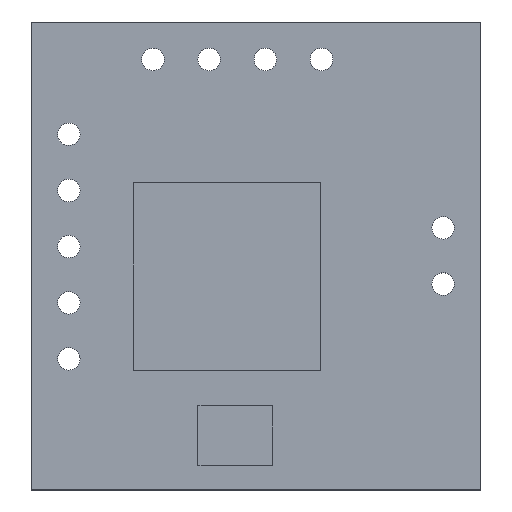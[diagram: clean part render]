
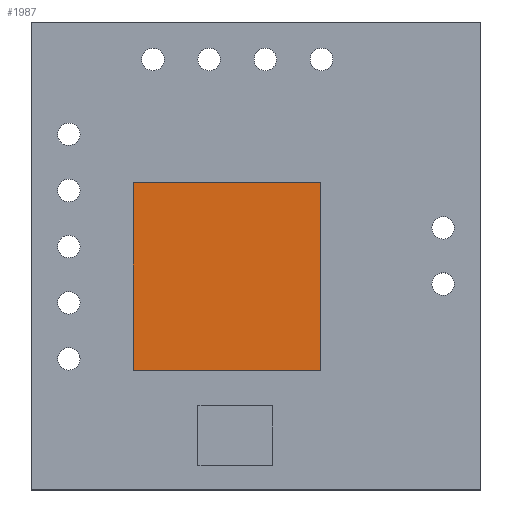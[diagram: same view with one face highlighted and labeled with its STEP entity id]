
A CAD part, top view. The second image highlights one B-rep face of the part: STEP entity #1987.
In plain terms, the highlighted planar face has unit normal (0, 0, 1).
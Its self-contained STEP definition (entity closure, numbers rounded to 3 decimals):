
#864 = PLANE('',#865);
#865 = AXIS2_PLACEMENT_3D('',#866,#867,#868);
#866 = CARTESIAN_POINT('',(1.72,1.95,0.6));
#867 = DIRECTION('',(1.,0.,0.));
#868 = DIRECTION('',(0.,-1.,0.));
#892 = PLANE('',#893);
#893 = AXIS2_PLACEMENT_3D('',#894,#895,#896);
#894 = CARTESIAN_POINT('',(-3.28,1.95,0.6));
#895 = DIRECTION('',(0.,1.,0.));
#896 = DIRECTION('',(1.,0.,0.));
#920 = PLANE('',#921);
#921 = AXIS2_PLACEMENT_3D('',#922,#923,#924);
#922 = CARTESIAN_POINT('',(-3.28,-3.05,0.6));
#923 = DIRECTION('',(-1.,0.,0.));
#924 = DIRECTION('',(0.,1.,0.));
#946 = PLANE('',#947);
#947 = AXIS2_PLACEMENT_3D('',#948,#949,#950);
#948 = CARTESIAN_POINT('',(1.72,-3.05,0.6));
#949 = DIRECTION('',(0.,-1.,0.));
#950 = DIRECTION('',(-1.,0.,0.));
#1590 = VERTEX_POINT('',#1591);
#1591 = CARTESIAN_POINT('',(1.72,1.95,1.5));
#1612 = EDGE_CURVE('',#1590,#1613,#1615,.T.);
#1613 = VERTEX_POINT('',#1614);
#1614 = CARTESIAN_POINT('',(1.72,-3.05,1.5));
#1615 = SURFACE_CURVE('',#1616,(#1620,#1627),.PCURVE_S1.);
#1616 = LINE('',#1617,#1618);
#1617 = CARTESIAN_POINT('',(1.72,1.95,1.5));
#1618 = VECTOR('',#1619,1.);
#1619 = DIRECTION('',(0.,-1.,0.));
#1620 = PCURVE('',#864,#1621);
#1621 = DEFINITIONAL_REPRESENTATION('',(#1622),#1626);
#1622 = LINE('',#1623,#1624);
#1623 = CARTESIAN_POINT('',(0.,-0.9));
#1624 = VECTOR('',#1625,1.);
#1625 = DIRECTION('',(1.,0.));
#1626 = ( GEOMETRIC_REPRESENTATION_CONTEXT(2) 
PARAMETRIC_REPRESENTATION_CONTEXT() REPRESENTATION_CONTEXT('2D SPACE',''
  ) );
#1627 = PCURVE('',#1628,#1633);
#1628 = PLANE('',#1629);
#1629 = AXIS2_PLACEMENT_3D('',#1630,#1631,#1632);
#1630 = CARTESIAN_POINT('',(-0.78,-0.55,1.5));
#1631 = DIRECTION('',(0.,0.,-1.));
#1632 = DIRECTION('',(-1.,0.,0.));
#1633 = DEFINITIONAL_REPRESENTATION('',(#1634),#1638);
#1634 = LINE('',#1635,#1636);
#1635 = CARTESIAN_POINT('',(-2.5,2.5));
#1636 = VECTOR('',#1637,1.);
#1637 = DIRECTION('',(0.,-1.));
#1638 = ( GEOMETRIC_REPRESENTATION_CONTEXT(2) 
PARAMETRIC_REPRESENTATION_CONTEXT() REPRESENTATION_CONTEXT('2D SPACE',''
  ) );
#1666 = VERTEX_POINT('',#1667);
#1667 = CARTESIAN_POINT('',(-3.28,1.95,1.5));
#1688 = EDGE_CURVE('',#1666,#1590,#1689,.T.);
#1689 = SURFACE_CURVE('',#1690,(#1694,#1701),.PCURVE_S1.);
#1690 = LINE('',#1691,#1692);
#1691 = CARTESIAN_POINT('',(-3.28,1.95,1.5));
#1692 = VECTOR('',#1693,1.);
#1693 = DIRECTION('',(1.,0.,0.));
#1694 = PCURVE('',#892,#1695);
#1695 = DEFINITIONAL_REPRESENTATION('',(#1696),#1700);
#1696 = LINE('',#1697,#1698);
#1697 = CARTESIAN_POINT('',(0.,-0.9));
#1698 = VECTOR('',#1699,1.);
#1699 = DIRECTION('',(1.,0.));
#1700 = ( GEOMETRIC_REPRESENTATION_CONTEXT(2) 
PARAMETRIC_REPRESENTATION_CONTEXT() REPRESENTATION_CONTEXT('2D SPACE',''
  ) );
#1701 = PCURVE('',#1628,#1702);
#1702 = DEFINITIONAL_REPRESENTATION('',(#1703),#1707);
#1703 = LINE('',#1704,#1705);
#1704 = CARTESIAN_POINT('',(2.5,2.5));
#1705 = VECTOR('',#1706,1.);
#1706 = DIRECTION('',(-1.,0.));
#1707 = ( GEOMETRIC_REPRESENTATION_CONTEXT(2) 
PARAMETRIC_REPRESENTATION_CONTEXT() REPRESENTATION_CONTEXT('2D SPACE',''
  ) );
#1715 = EDGE_CURVE('',#1613,#1716,#1718,.T.);
#1716 = VERTEX_POINT('',#1717);
#1717 = CARTESIAN_POINT('',(-3.28,-3.05,1.5));
#1718 = SURFACE_CURVE('',#1719,(#1723,#1730),.PCURVE_S1.);
#1719 = LINE('',#1720,#1721);
#1720 = CARTESIAN_POINT('',(1.72,-3.05,1.5));
#1721 = VECTOR('',#1722,1.);
#1722 = DIRECTION('',(-1.,0.,0.));
#1723 = PCURVE('',#946,#1724);
#1724 = DEFINITIONAL_REPRESENTATION('',(#1725),#1729);
#1725 = LINE('',#1726,#1727);
#1726 = CARTESIAN_POINT('',(0.,-0.9));
#1727 = VECTOR('',#1728,1.);
#1728 = DIRECTION('',(1.,0.));
#1729 = ( GEOMETRIC_REPRESENTATION_CONTEXT(2) 
PARAMETRIC_REPRESENTATION_CONTEXT() REPRESENTATION_CONTEXT('2D SPACE',''
  ) );
#1730 = PCURVE('',#1628,#1731);
#1731 = DEFINITIONAL_REPRESENTATION('',(#1732),#1736);
#1732 = LINE('',#1733,#1734);
#1733 = CARTESIAN_POINT('',(-2.5,-2.5));
#1734 = VECTOR('',#1735,1.);
#1735 = DIRECTION('',(1.,0.));
#1736 = ( GEOMETRIC_REPRESENTATION_CONTEXT(2) 
PARAMETRIC_REPRESENTATION_CONTEXT() REPRESENTATION_CONTEXT('2D SPACE',''
  ) );
#1764 = EDGE_CURVE('',#1716,#1666,#1765,.T.);
#1765 = SURFACE_CURVE('',#1766,(#1770,#1777),.PCURVE_S1.);
#1766 = LINE('',#1767,#1768);
#1767 = CARTESIAN_POINT('',(-3.28,-3.05,1.5));
#1768 = VECTOR('',#1769,1.);
#1769 = DIRECTION('',(0.,1.,0.));
#1770 = PCURVE('',#920,#1771);
#1771 = DEFINITIONAL_REPRESENTATION('',(#1772),#1776);
#1772 = LINE('',#1773,#1774);
#1773 = CARTESIAN_POINT('',(0.,-0.9));
#1774 = VECTOR('',#1775,1.);
#1775 = DIRECTION('',(1.,0.));
#1776 = ( GEOMETRIC_REPRESENTATION_CONTEXT(2) 
PARAMETRIC_REPRESENTATION_CONTEXT() REPRESENTATION_CONTEXT('2D SPACE',''
  ) );
#1777 = PCURVE('',#1628,#1778);
#1778 = DEFINITIONAL_REPRESENTATION('',(#1779),#1783);
#1779 = LINE('',#1780,#1781);
#1780 = CARTESIAN_POINT('',(2.5,-2.5));
#1781 = VECTOR('',#1782,1.);
#1782 = DIRECTION('',(0.,1.));
#1783 = ( GEOMETRIC_REPRESENTATION_CONTEXT(2) 
PARAMETRIC_REPRESENTATION_CONTEXT() REPRESENTATION_CONTEXT('2D SPACE',''
  ) );
#1987 = ADVANCED_FACE('',(#1988),#1628,.F.);
#1988 = FACE_BOUND('',#1989,.F.);
#1989 = EDGE_LOOP('',(#1990,#1991,#1992,#1993));
#1990 = ORIENTED_EDGE('',*,*,#1688,.T.);
#1991 = ORIENTED_EDGE('',*,*,#1612,.T.);
#1992 = ORIENTED_EDGE('',*,*,#1715,.T.);
#1993 = ORIENTED_EDGE('',*,*,#1764,.T.);
